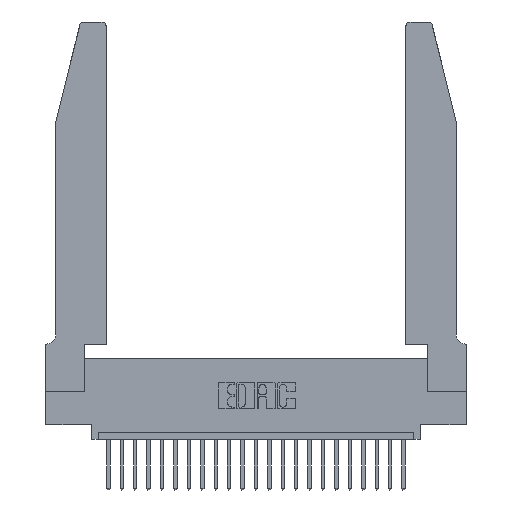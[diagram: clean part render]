
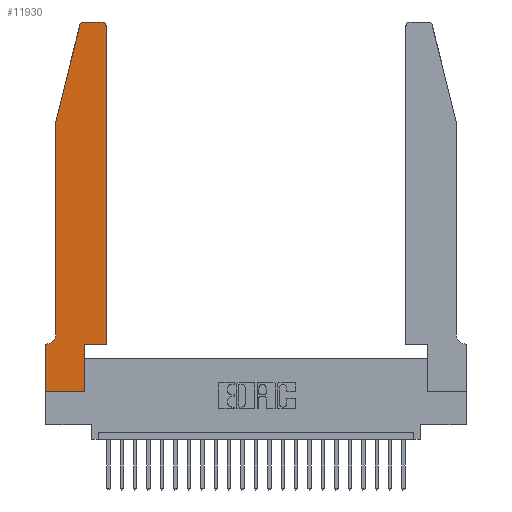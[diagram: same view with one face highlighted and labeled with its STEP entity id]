
A CAD part, top view. The second image highlights one B-rep face of the part: STEP entity #11930.
In plain terms, the highlighted planar face has unit normal (0, 0, 1).
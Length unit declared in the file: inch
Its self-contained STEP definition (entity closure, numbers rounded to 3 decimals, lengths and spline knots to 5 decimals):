
#143 = EDGE_LOOP ( 'NONE', ( #20786, #14900, #12740, #14803, #1575, #13684, #8290, #11135, #3285, #24637, #21010, #18949 ) ) ;
#489 = CARTESIAN_POINT ( 'NONE',  ( 0.0755, 2., 0.37 ) ) ;
#519 = DIRECTION ( 'NONE',  ( 0., 0., 1. ) ) ;
#745 = CARTESIAN_POINT ( 'NONE',  ( 0.4205, 2.72, 0.37 ) ) ;
#1032 = VERTEX_POINT ( 'NONE', #13379 ) ;
#1324 = EDGE_CURVE ( 'NONE', #23848, #9950, #24362, .T. ) ;
#1334 = VECTOR ( 'NONE', #15786, 39.37008 ) ;
#1450 = CIRCLE ( 'NONE', #17017, 0.07 ) ;
#1575 = ORIENTED_EDGE ( 'NONE', *, *, #21364, .T. ) ;
#1782 = CARTESIAN_POINT ( 'NONE',  ( 0.2865, 0.35, 0.37 ) ) ;
#1784 = EDGE_CURVE ( 'NONE', #13369, #13781, #15680, .T. ) ;
#2098 = CARTESIAN_POINT ( 'NONE',  ( 0., 0.35, 0.37 ) ) ;
#2108 = VERTEX_POINT ( 'NONE', #24290 ) ;
#2356 = CARTESIAN_POINT ( 'NONE',  ( 0.284, 2.72, 0.37 ) ) ;
#2406 = PLANE ( 'NONE',  #11096 ) ;
#2421 = EDGE_CURVE ( 'NONE', #2108, #11431, #19511, .T. ) ;
#2682 = VERTEX_POINT ( 'NONE', #7930 ) ;
#2877 = DIRECTION ( 'NONE',  ( 0., 1., 0. ) ) ;
#3285 = ORIENTED_EDGE ( 'NONE', *, *, #1324, .T. ) ;
#4033 = AXIS2_PLACEMENT_3D ( 'NONE', #745, #12187, #12512 ) ;
#4141 = CIRCLE ( 'NONE', #24721, 0.03 ) ;
#4277 = VERTEX_POINT ( 'NONE', #12212 ) ;
#4648 = CARTESIAN_POINT ( 'NONE',  ( 0.2865, 0., 0.37 ) ) ;
#5201 = CARTESIAN_POINT ( 'NONE',  ( 0.0755, 2., 0.37 ) ) ;
#5519 = LINE ( 'NONE', #12000, #1334 ) ;
#6512 = CARTESIAN_POINT ( 'NONE',  ( 0., 0.35, 0.37 ) ) ;
#6783 = DIRECTION ( 'NONE',  ( 0., -1., 0. ) ) ;
#6817 = VECTOR ( 'NONE', #20170, 39.37008 ) ;
#6860 = CARTESIAN_POINT ( 'NONE',  ( 0.25487, 2.72718, 0.37 ) ) ;
#7092 = EDGE_CURVE ( 'NONE', #20508, #23848, #22361, .T. ) ;
#7442 = CARTESIAN_POINT ( 'NONE',  ( 0., 0., 0.37 ) ) ;
#7511 = CARTESIAN_POINT ( 'NONE',  ( 0.2605, 2.75, 0.37 ) ) ;
#7829 = DIRECTION ( 'NONE',  ( 1., 0., 0. ) ) ;
#7839 = FACE_OUTER_BOUND ( 'NONE', #143, .T. ) ;
#7843 = DIRECTION ( 'NONE',  ( 0., 0., -1. ) ) ;
#7930 = CARTESIAN_POINT ( 'NONE',  ( 0.284, 2.75, 0.37 ) ) ;
#8290 = ORIENTED_EDGE ( 'NONE', *, *, #24722, .T. ) ;
#8438 = DIRECTION ( 'NONE',  ( 0., 0., 1. ) ) ;
#9533 = EDGE_CURVE ( 'NONE', #13781, #20583, #14806, .T. ) ;
#9614 = LINE ( 'NONE', #7511, #20374 ) ;
#9924 = CARTESIAN_POINT ( 'NONE',  ( 0.0055, 0.42, 0.37 ) ) ;
#9950 = VERTEX_POINT ( 'NONE', #1782 ) ;
#10595 = VECTOR ( 'NONE', #24074, 39.37008 ) ;
#11096 = AXIS2_PLACEMENT_3D ( 'NONE', #6512, #8438, #17876 ) ;
#11135 = ORIENTED_EDGE ( 'NONE', *, *, #7092, .T. ) ;
#11431 = VERTEX_POINT ( 'NONE', #2098 ) ;
#11449 = DIRECTION ( 'NONE',  ( 0., -1., 0. ) ) ;
#11930 = ADVANCED_FACE ( 'NONE', ( #7839 ), #2406, .T. ) ;
#12000 = CARTESIAN_POINT ( 'NONE',  ( 0.4505, 0.35, 0.37 ) ) ;
#12187 = DIRECTION ( 'NONE',  ( 0., 0., 1. ) ) ;
#12212 = CARTESIAN_POINT ( 'NONE',  ( 0.4505, 2.72, 0.37 ) ) ;
#12474 = LINE ( 'NONE', #13261, #19349 ) ;
#12512 = DIRECTION ( 'NONE',  ( 1., 0., 0. ) ) ;
#12740 = ORIENTED_EDGE ( 'NONE', *, *, #1784, .T. ) ;
#12975 = CARTESIAN_POINT ( 'NONE',  ( 0., 0., 0.37 ) ) ;
#12991 = EDGE_CURVE ( 'NONE', #2682, #13369, #4141, .T. ) ;
#13125 = DIRECTION ( 'NONE',  ( -1., 0., 0. ) ) ;
#13261 = CARTESIAN_POINT ( 'NONE',  ( 0.4505, 0.35, 0.37 ) ) ;
#13369 = VERTEX_POINT ( 'NONE', #6860 ) ;
#13379 = CARTESIAN_POINT ( 'NONE',  ( 0.4205, 2.75, 0.37 ) ) ;
#13684 = ORIENTED_EDGE ( 'NONE', *, *, #2421, .T. ) ;
#13686 = DIRECTION ( 'NONE',  ( -1., 0., 0. ) ) ;
#13756 = DIRECTION ( 'NONE',  ( -1., 0., 0. ) ) ;
#13781 = VERTEX_POINT ( 'NONE', #489 ) ;
#14126 = EDGE_CURVE ( 'NONE', #9950, #15769, #12474, .T. ) ;
#14803 = ORIENTED_EDGE ( 'NONE', *, *, #9533, .T. ) ;
#14806 = LINE ( 'NONE', #5201, #15380 ) ;
#14900 = ORIENTED_EDGE ( 'NONE', *, *, #12991, .T. ) ;
#15380 = VECTOR ( 'NONE', #6783, 39.37008 ) ;
#15634 = CARTESIAN_POINT ( 'NONE',  ( 0.0755, 0.42, 0.37 ) ) ;
#15680 = LINE ( 'NONE', #23900, #10595 ) ;
#15769 = VERTEX_POINT ( 'NONE', #21546 ) ;
#15786 = DIRECTION ( 'NONE',  ( 0., 1., 0. ) ) ;
#16349 = CARTESIAN_POINT ( 'NONE',  ( 0., 0., 0.37 ) ) ;
#16658 = CIRCLE ( 'NONE', #4033, 0.03 ) ;
#17017 = AXIS2_PLACEMENT_3D ( 'NONE', #9924, #7843, #13686 ) ;
#17134 = LINE ( 'NONE', #7442, #21004 ) ;
#17876 = DIRECTION ( 'NONE',  ( 1., 0., 0. ) ) ;
#18949 = ORIENTED_EDGE ( 'NONE', *, *, #22808, .T. ) ;
#19219 = VECTOR ( 'NONE', #13756, 39.37008 ) ;
#19268 = VECTOR ( 'NONE', #2877, 39.37008 ) ;
#19349 = VECTOR ( 'NONE', #7829, 39.37008 ) ;
#19511 = LINE ( 'NONE', #23092, #19219 ) ;
#20034 = EDGE_CURVE ( 'NONE', #1032, #2682, #9614, .T. ) ;
#20081 = CARTESIAN_POINT ( 'NONE',  ( 0.2865, 0.35, 0.37 ) ) ;
#20170 = DIRECTION ( 'NONE',  ( 1., 0., 0. ) ) ;
#20374 = VECTOR ( 'NONE', #13125, 39.37008 ) ;
#20508 = VERTEX_POINT ( 'NONE', #12975 ) ;
#20583 = VERTEX_POINT ( 'NONE', #15634 ) ;
#20786 = ORIENTED_EDGE ( 'NONE', *, *, #20034, .T. ) ;
#21004 = VECTOR ( 'NONE', #11449, 39.37008 ) ;
#21010 = ORIENTED_EDGE ( 'NONE', *, *, #23765, .T. ) ;
#21364 = EDGE_CURVE ( 'NONE', #20583, #2108, #1450, .T. ) ;
#21477 = DIRECTION ( 'NONE',  ( 1., 0., 0. ) ) ;
#21546 = CARTESIAN_POINT ( 'NONE',  ( 0.4505, 0.35, 0.37 ) ) ;
#22361 = LINE ( 'NONE', #16349, #6817 ) ;
#22808 = EDGE_CURVE ( 'NONE', #4277, #1032, #16658, .T. ) ;
#23092 = CARTESIAN_POINT ( 'NONE',  ( 0.0755, 0.35, 0.37 ) ) ;
#23765 = EDGE_CURVE ( 'NONE', #15769, #4277, #5519, .T. ) ;
#23848 = VERTEX_POINT ( 'NONE', #4648 ) ;
#23900 = CARTESIAN_POINT ( 'NONE',  ( 0.0755, 2., 0.37 ) ) ;
#24074 = DIRECTION ( 'NONE',  ( -0.239, -0.971, 0. ) ) ;
#24290 = CARTESIAN_POINT ( 'NONE',  ( 0.0055, 0.35, 0.37 ) ) ;
#24362 = LINE ( 'NONE', #20081, #19268 ) ;
#24637 = ORIENTED_EDGE ( 'NONE', *, *, #14126, .T. ) ;
#24721 = AXIS2_PLACEMENT_3D ( 'NONE', #2356, #519, #21477 ) ;
#24722 = EDGE_CURVE ( 'NONE', #11431, #20508, #17134, .T. ) ;
